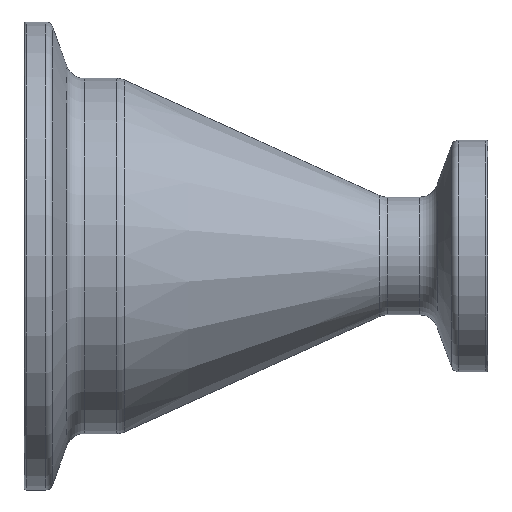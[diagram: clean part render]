
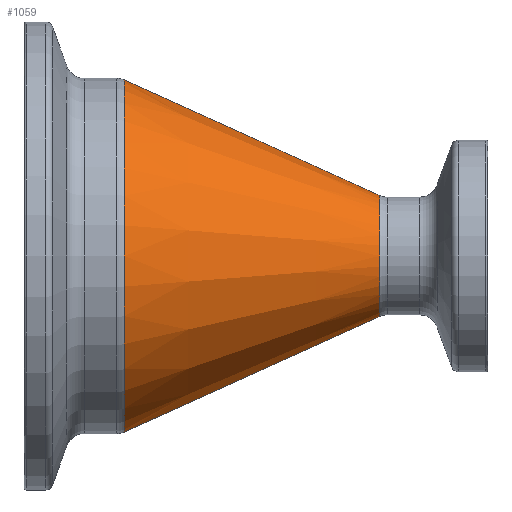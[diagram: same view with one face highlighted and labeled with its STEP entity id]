
A CAD part, front view. The second image highlights one B-rep face of the part: STEP entity #1059.
In plain terms, the highlighted conical face has half-angle 24.351 degrees and reference radius 6.528 mm.
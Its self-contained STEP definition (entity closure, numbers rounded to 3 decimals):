
#1 = CONICAL_SURFACE ( 'NONE', #802, 6.528, 0.425 ) ;
#66 = DIRECTION ( 'NONE',  ( -0.911, 0., -0.412 ) ) ;
#94 = CARTESIAN_POINT ( 'NONE',  ( 38.337, 0., 6.528 ) ) ;
#113 = CIRCLE ( 'NONE', #832, 6.528 ) ;
#266 = ORIENTED_EDGE ( 'NONE', *, *, #1208, .F. ) ;
#318 = VERTEX_POINT ( 'NONE', #1550 ) ;
#335 = DIRECTION ( 'NONE',  ( -1., 0., 0. ) ) ;
#390 = DIRECTION ( 'NONE',  ( -1., 0., 0. ) ) ;
#440 = CARTESIAN_POINT ( 'NONE',  ( 38.337, 0., -6.528 ) ) ;
#482 = DIRECTION ( 'NONE',  ( 0., 0., 1. ) ) ;
#499 = VERTEX_POINT ( 'NONE', #440 ) ;
#502 = AXIS2_PLACEMENT_3D ( 'NONE', #883, #1553, #482 ) ;
#598 = FACE_OUTER_BOUND ( 'NONE', #1263, .T. ) ;
#616 = CIRCLE ( 'NONE', #502, 18.997 ) ;
#698 = VECTOR ( 'NONE', #66, 1000. ) ;
#760 = CARTESIAN_POINT ( 'NONE',  ( 10.786, 0., -18.997 ) ) ;
#770 = LINE ( 'NONE', #1560, #1380 ) ;
#802 = AXIS2_PLACEMENT_3D ( 'NONE', #1369, #335, #1237 ) ;
#832 = AXIS2_PLACEMENT_3D ( 'NONE', #1584, #390, #931 ) ;
#883 = CARTESIAN_POINT ( 'NONE',  ( 10.786, 0., 0. ) ) ;
#931 = DIRECTION ( 'NONE',  ( 0., 0., 1. ) ) ;
#1015 = ORIENTED_EDGE ( 'NONE', *, *, #1309, .T. ) ;
#1059 = ADVANCED_FACE ( 'NONE', ( #598 ), #1, .T. ) ;
#1088 = LINE ( 'NONE', #1228, #698 ) ;
#1138 = DIRECTION ( 'NONE',  ( -0.911, 0., 0.412 ) ) ;
#1182 = VERTEX_POINT ( 'NONE', #94 ) ;
#1208 = EDGE_CURVE ( 'NONE', #1645, #318, #616, .T. ) ;
#1228 = CARTESIAN_POINT ( 'NONE',  ( 38.337, 0., -6.528 ) ) ;
#1237 = DIRECTION ( 'NONE',  ( 0., 0., 1. ) ) ;
#1263 = EDGE_LOOP ( 'NONE', ( #1423, #1015, #1527, #266 ) ) ;
#1309 = EDGE_CURVE ( 'NONE', #499, #1182, #113, .T. ) ;
#1369 = CARTESIAN_POINT ( 'NONE',  ( 38.337, 0., 0. ) ) ;
#1380 = VECTOR ( 'NONE', #1138, 1000. ) ;
#1423 = ORIENTED_EDGE ( 'NONE', *, *, #1454, .F. ) ;
#1454 = EDGE_CURVE ( 'NONE', #499, #1645, #1088, .T. ) ;
#1527 = ORIENTED_EDGE ( 'NONE', *, *, #1543, .T. ) ;
#1543 = EDGE_CURVE ( 'NONE', #1182, #318, #770, .T. ) ;
#1550 = CARTESIAN_POINT ( 'NONE',  ( 10.786, 0., 18.997 ) ) ;
#1553 = DIRECTION ( 'NONE',  ( -1., 0., 0. ) ) ;
#1560 = CARTESIAN_POINT ( 'NONE',  ( 38.337, 0., 6.528 ) ) ;
#1584 = CARTESIAN_POINT ( 'NONE',  ( 38.337, 0., 0. ) ) ;
#1645 = VERTEX_POINT ( 'NONE', #760 ) ;
